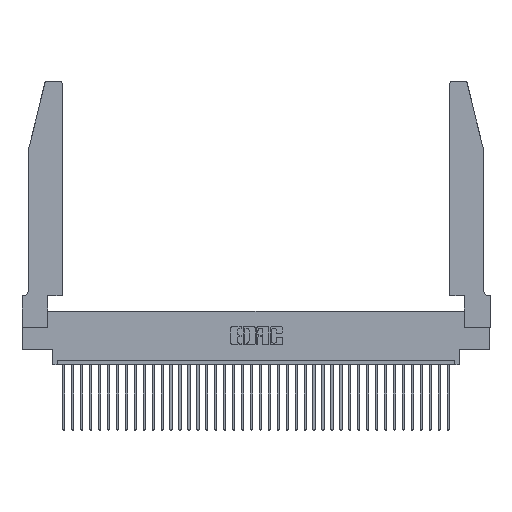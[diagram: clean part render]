
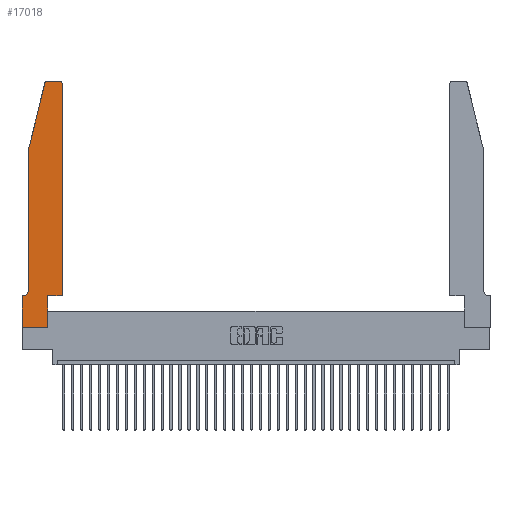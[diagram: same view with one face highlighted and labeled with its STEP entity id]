
A CAD part, top view. The second image highlights one B-rep face of the part: STEP entity #17018.
In plain terms, the highlighted planar face has unit normal (0, 0, 1).
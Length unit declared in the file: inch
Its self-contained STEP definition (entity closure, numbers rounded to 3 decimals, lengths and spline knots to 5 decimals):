
#173 = CARTESIAN_POINT ( 'NONE',  ( 0.2865, 0., 0.37 ) ) ;
#242 = CARTESIAN_POINT ( 'NONE',  ( 0.0755, 0.35, 0.37 ) ) ;
#546 = ORIENTED_EDGE ( 'NONE', *, *, #29968, .T. ) ;
#1217 = CARTESIAN_POINT ( 'NONE',  ( 0.0055, 0.35, 0.37 ) ) ;
#1417 = CARTESIAN_POINT ( 'NONE',  ( 0., 0., 0.37 ) ) ;
#1534 = VERTEX_POINT ( 'NONE', #11970 ) ;
#1553 = VECTOR ( 'NONE', #35905, 39.37008 ) ;
#2067 = CARTESIAN_POINT ( 'NONE',  ( 0.0755, 0.42, 0.37 ) ) ;
#2237 = VERTEX_POINT ( 'NONE', #10930 ) ;
#2295 = CARTESIAN_POINT ( 'NONE',  ( 0.25487, 2.72718, 0.37 ) ) ;
#2395 = DIRECTION ( 'NONE',  ( -1., 0., 0. ) ) ;
#2504 = CARTESIAN_POINT ( 'NONE',  ( 0.0755, 2., 0.37 ) ) ;
#2658 = CARTESIAN_POINT ( 'NONE',  ( 0., 0.35, 0.37 ) ) ;
#3309 = CARTESIAN_POINT ( 'NONE',  ( 0.4505, 0.35, 0.37 ) ) ;
#3749 = DIRECTION ( 'NONE',  ( 1., 0., 0. ) ) ;
#4442 = VERTEX_POINT ( 'NONE', #2067 ) ;
#4618 = VERTEX_POINT ( 'NONE', #34436 ) ;
#4646 = EDGE_CURVE ( 'NONE', #28704, #1534, #18329, .T. ) ;
#6758 = DIRECTION ( 'NONE',  ( 0., 0., -1. ) ) ;
#7332 = CARTESIAN_POINT ( 'NONE',  ( 0.0755, 2., 0.37 ) ) ;
#8052 = EDGE_CURVE ( 'NONE', #1534, #2237, #27681, .T. ) ;
#8129 = DIRECTION ( 'NONE',  ( -0.239, -0.971, 0. ) ) ;
#8740 = EDGE_CURVE ( 'NONE', #32308, #4618, #27165, .T. ) ;
#8762 = ORIENTED_EDGE ( 'NONE', *, *, #21000, .T. ) ;
#8874 = AXIS2_PLACEMENT_3D ( 'NONE', #2658, #17224, #14556 ) ;
#9291 = DIRECTION ( 'NONE',  ( -1., 0., 0. ) ) ;
#9384 = EDGE_CURVE ( 'NONE', #2237, #31941, #16983, .T. ) ;
#10873 = LINE ( 'NONE', #18612, #33218 ) ;
#10930 = CARTESIAN_POINT ( 'NONE',  ( 0.284, 2.75, 0.37 ) ) ;
#11533 = FACE_OUTER_BOUND ( 'NONE', #19715, .T. ) ;
#11960 = VECTOR ( 'NONE', #17500, 39.37008 ) ;
#11970 = CARTESIAN_POINT ( 'NONE',  ( 0.4205, 2.75, 0.37 ) ) ;
#12738 = VERTEX_POINT ( 'NONE', #36331 ) ;
#12901 = LINE ( 'NONE', #36400, #25182 ) ;
#13711 = VECTOR ( 'NONE', #16698, 39.37008 ) ;
#14214 = CARTESIAN_POINT ( 'NONE',  ( 0.4505, 0.35, 0.37 ) ) ;
#14556 = DIRECTION ( 'NONE',  ( 1., 0., 0. ) ) ;
#14722 = AXIS2_PLACEMENT_3D ( 'NONE', #26998, #29693, #3749 ) ;
#16321 = ORIENTED_EDGE ( 'NONE', *, *, #4646, .T. ) ;
#16698 = DIRECTION ( 'NONE',  ( 1., 0., 0. ) ) ;
#16847 = EDGE_CURVE ( 'NONE', #31941, #27381, #12901, .T. ) ;
#16983 = CIRCLE ( 'NONE', #37533, 0.03 ) ;
#17018 = ADVANCED_FACE ( 'NONE', ( #11533 ), #20015, .T. ) ;
#17224 = DIRECTION ( 'NONE',  ( 0., 0., 1. ) ) ;
#17500 = DIRECTION ( 'NONE',  ( -1., 0., 0. ) ) ;
#18329 = CIRCLE ( 'NONE', #14722, 0.03 ) ;
#18350 = ORIENTED_EDGE ( 'NONE', *, *, #8740, .T. ) ;
#18427 = ORIENTED_EDGE ( 'NONE', *, *, #25856, .T. ) ;
#18612 = CARTESIAN_POINT ( 'NONE',  ( 0., 0., 0.37 ) ) ;
#19394 = VECTOR ( 'NONE', #36414, 39.37008 ) ;
#19715 = EDGE_LOOP ( 'NONE', ( #32976, #35218, #33207, #20330, #8762, #32867, #18350, #28289, #29746, #18427, #546, #16321 ) ) ;
#20015 = PLANE ( 'NONE',  #8874 ) ;
#20330 = ORIENTED_EDGE ( 'NONE', *, *, #30721, .T. ) ;
#21000 = EDGE_CURVE ( 'NONE', #4442, #31143, #35913, .T. ) ;
#21443 = LINE ( 'NONE', #34180, #13711 ) ;
#21464 = VERTEX_POINT ( 'NONE', #14214 ) ;
#21595 = CARTESIAN_POINT ( 'NONE',  ( 0., 0.35, 0.37 ) ) ;
#22514 = CARTESIAN_POINT ( 'NONE',  ( 0.284, 2.72, 0.37 ) ) ;
#25101 = EDGE_CURVE ( 'NONE', #29159, #12738, #31558, .T. ) ;
#25182 = VECTOR ( 'NONE', #8129, 39.37008 ) ;
#25367 = VECTOR ( 'NONE', #2395, 39.37008 ) ;
#25856 = EDGE_CURVE ( 'NONE', #12738, #21464, #21443, .T. ) ;
#26401 = VECTOR ( 'NONE', #32182, 39.37008 ) ;
#26998 = CARTESIAN_POINT ( 'NONE',  ( 0.4205, 2.72, 0.37 ) ) ;
#27165 = LINE ( 'NONE', #1417, #19394 ) ;
#27173 = DIRECTION ( 'NONE',  ( 1., 0., 0. ) ) ;
#27381 = VERTEX_POINT ( 'NONE', #2504 ) ;
#27681 = LINE ( 'NONE', #34558, #25367 ) ;
#28289 = ORIENTED_EDGE ( 'NONE', *, *, #34701, .T. ) ;
#28577 = EDGE_CURVE ( 'NONE', #31143, #32308, #35718, .T. ) ;
#28629 = DIRECTION ( 'NONE',  ( 0., 0., 1. ) ) ;
#28704 = VERTEX_POINT ( 'NONE', #29487 ) ;
#29159 = VERTEX_POINT ( 'NONE', #173 ) ;
#29487 = CARTESIAN_POINT ( 'NONE',  ( 0.4505, 2.72, 0.37 ) ) ;
#29693 = DIRECTION ( 'NONE',  ( 0., 0., 1. ) ) ;
#29746 = ORIENTED_EDGE ( 'NONE', *, *, #25101, .T. ) ;
#29968 = EDGE_CURVE ( 'NONE', #21464, #28704, #34196, .T. ) ;
#30721 = EDGE_CURVE ( 'NONE', #27381, #4442, #35974, .T. ) ;
#31143 = VERTEX_POINT ( 'NONE', #1217 ) ;
#31392 = AXIS2_PLACEMENT_3D ( 'NONE', #32984, #6758, #9291 ) ;
#31558 = LINE ( 'NONE', #33324, #1553 ) ;
#31941 = VERTEX_POINT ( 'NONE', #2295 ) ;
#32182 = DIRECTION ( 'NONE',  ( 0., 1., 0. ) ) ;
#32308 = VERTEX_POINT ( 'NONE', #21595 ) ;
#32867 = ORIENTED_EDGE ( 'NONE', *, *, #28577, .T. ) ;
#32976 = ORIENTED_EDGE ( 'NONE', *, *, #8052, .T. ) ;
#32984 = CARTESIAN_POINT ( 'NONE',  ( 0.0055, 0.42, 0.37 ) ) ;
#33207 = ORIENTED_EDGE ( 'NONE', *, *, #16847, .T. ) ;
#33218 = VECTOR ( 'NONE', #27173, 39.37008 ) ;
#33324 = CARTESIAN_POINT ( 'NONE',  ( 0.2865, 0.35, 0.37 ) ) ;
#33920 = DIRECTION ( 'NONE',  ( 0., -1., 0. ) ) ;
#34180 = CARTESIAN_POINT ( 'NONE',  ( 0.4505, 0.35, 0.37 ) ) ;
#34196 = LINE ( 'NONE', #3309, #26401 ) ;
#34436 = CARTESIAN_POINT ( 'NONE',  ( 0., 0., 0.37 ) ) ;
#34558 = CARTESIAN_POINT ( 'NONE',  ( 0.2605, 2.75, 0.37 ) ) ;
#34701 = EDGE_CURVE ( 'NONE', #4618, #29159, #10873, .T. ) ;
#35034 = VECTOR ( 'NONE', #33920, 39.37008 ) ;
#35218 = ORIENTED_EDGE ( 'NONE', *, *, #9384, .T. ) ;
#35718 = LINE ( 'NONE', #242, #11960 ) ;
#35905 = DIRECTION ( 'NONE',  ( 0., 1., 0. ) ) ;
#35913 = CIRCLE ( 'NONE', #31392, 0.07 ) ;
#35974 = LINE ( 'NONE', #7332, #35034 ) ;
#36331 = CARTESIAN_POINT ( 'NONE',  ( 0.2865, 0.35, 0.37 ) ) ;
#36400 = CARTESIAN_POINT ( 'NONE',  ( 0.0755, 2., 0.37 ) ) ;
#36414 = DIRECTION ( 'NONE',  ( 0., -1., 0. ) ) ;
#37477 = DIRECTION ( 'NONE',  ( 1., 0., 0. ) ) ;
#37533 = AXIS2_PLACEMENT_3D ( 'NONE', #22514, #28629, #37477 ) ;
